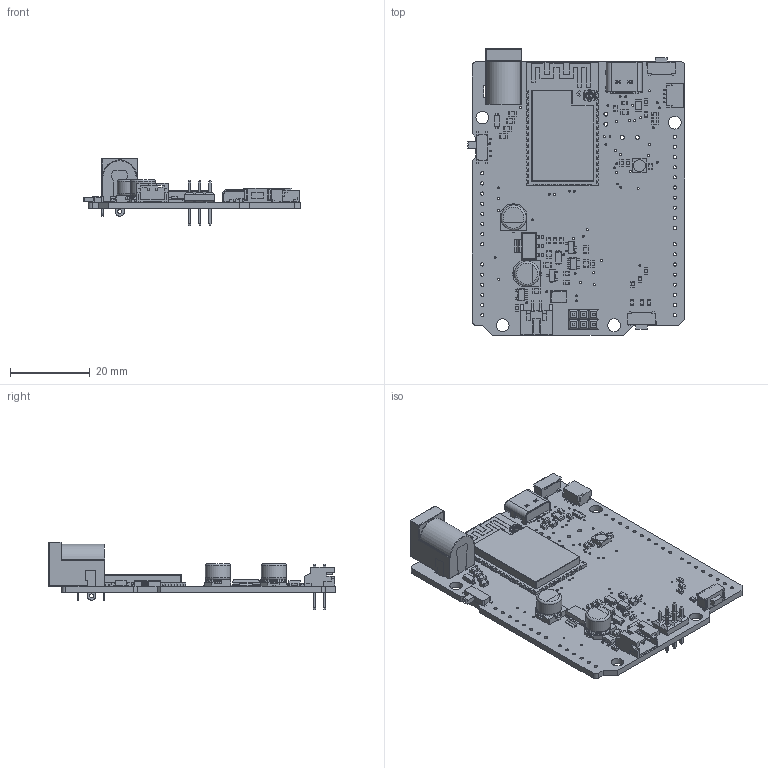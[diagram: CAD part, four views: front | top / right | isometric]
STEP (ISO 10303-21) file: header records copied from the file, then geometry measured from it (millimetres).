
FILE_DESCRIPTION(/* description */ (''),/* implementation_level */ '2;1');
FILE_NAME(/* name */ 'Metro ESP-S2.step',/* time_stamp */ '2020-11-30T10:15:45-05:00',/* author */ (''),/* organization */ (''),/* preprocessor_version */ 'ST-DEVELOPER v18.1',/* originating_system */ 'Autodesk Translation Framework v9.3.0.1241',/* authorisation */ '');
FILE_SCHEMA (('AUTOMOTIVE_DESIGN { 1 0 10303 214 3 1 1 }'));
Products named in the file (22): PCB Component; Board; ORANGE; 10µF; 500mA; 1uF; SPDT R/A; AP2112(3.3V); JSTPH; MBR540; DMG3415U-7; WS2812B3535; 3x2 M; 47uF+/6.3V+; NCP1117ST50T3G; 2.1mm; USB C; ESP32-S2-WROVER; STEMMA_I2C_QT; RA_TACT; 10K; LC709203F
Assembly tree (53 placements, depth 2):
  PCB Component
    Board
    ORANGE  x3
    10µF  x10
    500mA
    1uF  x17
    SPDT R/A
    AP2112(3.3V)  x2
    JSTPH
    MBR540  x2
    DMG3415U-7  x2
    WS2812B3535
    3x2 M
    47uF+/6.3V+  x2
    NCP1117ST50T3G
    2.1mm
    USB C
    ESP32-S2-WROVER
    STEMMA_I2C_QT
    RA_TACT  x2
    10K
    LC709203F
Bounding box: 54.64 x 71.89 x 16.88 mm (x, y, z)
Volume: 8602.2 mm3; surface area: 13751.7 mm2
Topology: 87 solids, 87 shells, 3069 faces, 8201 edges, 5331 vertices
Faces by surface type: plane 2467, cylinder 531, torus 26, sphere 21, bspline 15, cone 9
Full cylindrical faces by diameter (mm): 0.15 x1, 0.394 x3, 0.4 x12, 0.483 x7, 0.5 x58, 0.65 x2, 0.8 x36, 0.838 x2, 0.9 x8, 1 x11, 1.72 x1, 1.86 x1, 2 x3, 3 x1, 3.2 x4, 6.2 x1, 6.25 x2
Entity records: 74507 total; most frequent: CARTESIAN_POINT 12810, ORIENTED_EDGE 12358, DIRECTION 11917, EDGE_CURVE 6179, LINE 5159, VECTOR 5159, VERTEX_POINT 4013, AXIS2_PLACEMENT_3D 3379
